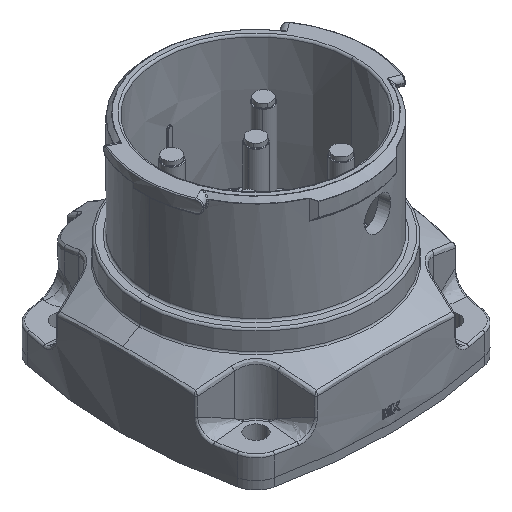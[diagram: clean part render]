
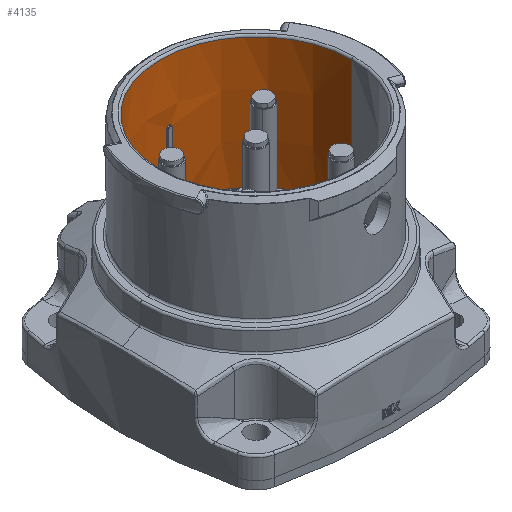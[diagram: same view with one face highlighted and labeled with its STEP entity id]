
A CAD part, isometric view. The second image highlights one B-rep face of the part: STEP entity #4135.
In plain terms, the highlighted conical face has half-angle 0.25 degrees and reference radius 23.75 mm.
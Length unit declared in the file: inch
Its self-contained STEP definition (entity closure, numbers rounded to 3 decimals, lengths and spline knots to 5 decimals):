
#1461 = ORIENTED_EDGE ( 'NONE', *, *, #38308, .T. ) ;
#2082 = CARTESIAN_POINT ( 'NONE',  ( 0., 0., 0.65356 ) ) ;
#2696 = CARTESIAN_POINT ( 'NONE',  ( 0.06154, 0.93026, 1.33867 ) ) ;
#2747 = DIRECTION ( 'NONE',  ( -1., 0., 0. ) ) ;
#4090 = VECTOR ( 'NONE', #38363, 39.37008 ) ;
#4135 = ADVANCED_FACE ( 'NONE', ( #34633 ), #13144, .F. ) ;
#4249 = CARTESIAN_POINT ( 'NONE',  ( 0.10662, 0.92317, 0.65356 ) ) ;
#4829 = EDGE_CURVE ( 'NONE', #9482, #52539, #58578, .T. ) ;
#4845 = VERTEX_POINT ( 'NONE', #60804 ) ;
#5217 = CARTESIAN_POINT ( 'NONE',  ( 0.10071, 0.92686, 1.34244 ) ) ;
#5777 = VECTOR ( 'NONE', #33566, 39.37008 ) ;
#6318 = ORIENTED_EDGE ( 'NONE', *, *, #63419, .T. ) ;
#6432 = EDGE_CURVE ( 'NONE', #63830, #10989, #7426, .T. ) ;
#7426 = LINE ( 'NONE', #23361, #5777 ) ;
#8329 = CARTESIAN_POINT ( 'NONE',  ( 0.10094, 0.92681, 1.33867 ) ) ;
#8549 = EDGE_LOOP ( 'NONE', ( #6318, #1461, #15511, #15053, #49830, #19168, #41826, #33716 ) ) ;
#9297 = CARTESIAN_POINT ( 'NONE',  ( 0.07926, 0.929, 1.35827 ) ) ;
#9482 = VERTEX_POINT ( 'NONE', #17747 ) ;
#9640 = CARTESIAN_POINT ( 'NONE',  ( 0.06969, 0.92975, 1.35452 ) ) ;
#10856 = DIRECTION ( 'NONE',  ( 1., 0., 0. ) ) ;
#10963 = CARTESIAN_POINT ( 'NONE',  ( 0.06155, 0.93026, 1.34031 ) ) ;
#10989 = VERTEX_POINT ( 'NONE', #53400 ) ;
#11290 = CARTESIAN_POINT ( 'NONE',  ( 0.06176, 0.93026, 1.34244 ) ) ;
#12842 = AXIS2_PLACEMENT_3D ( 'NONE', #15931, #40736, #10856 ) ;
#13144 = CONICAL_SURFACE ( 'NONE', #51023, 0.93504, 0.004 ) ;
#14428 = CARTESIAN_POINT ( 'NONE',  ( 0.10283, 0.9256, 1.10991 ) ) ;
#15053 = ORIENTED_EDGE ( 'NONE', *, *, #6432, .F. ) ;
#15370 = EDGE_CURVE ( 'NONE', #4845, #55298, #49134, .T. ) ;
#15386 = CARTESIAN_POINT ( 'NONE',  ( 0.06769, 0.92989, 1.35284 ) ) ;
#15511 = ORIENTED_EDGE ( 'NONE', *, *, #28354, .T. ) ;
#15931 = CARTESIAN_POINT ( 'NONE',  ( 0., 0., 1.9489 ) ) ;
#17747 = CARTESIAN_POINT ( 'NONE',  ( 0.10094, 0.92681, 1.33867 ) ) ;
#18027 = DIRECTION ( 'NONE',  ( 0., 0., -1. ) ) ;
#18960 = CARTESIAN_POINT ( 'NONE',  ( 0.05531, 0.92765, 0.65356 ) ) ;
#19168 = ORIENTED_EDGE ( 'NONE', *, *, #15370, .F. ) ;
#19328 = CIRCLE ( 'NONE', #12842, 0.93495 ) ;
#19464 = CARTESIAN_POINT ( 'NONE',  ( 0.09628, 0.92736, 1.35128 ) ) ;
#19667 = DIRECTION ( 'NONE',  ( 0., 0., 1. ) ) ;
#19792 = CARTESIAN_POINT ( 'NONE',  ( 0.0929, 0.92772, 1.35475 ) ) ;
#20133 = CARTESIAN_POINT ( 'NONE',  ( 0.10092, 0.92682, 1.34031 ) ) ;
#20466 = CARTESIAN_POINT ( 'NONE',  ( 0.07029, 0.92971, 1.35494 ) ) ;
#20528 = CARTESIAN_POINT ( 'NONE',  ( 0.05531, 0.92765, 0.65356 ) ) ;
#21712 = AXIS2_PLACEMENT_3D ( 'NONE', #39766, #18027, #29262 ) ;
#22957 = VERTEX_POINT ( 'NONE', #41726 ) ;
#23361 = CARTESIAN_POINT ( 'NONE',  ( -0.93504, 0., 1.9685 ) ) ;
#24903 = CARTESIAN_POINT ( 'NONE',  ( 0.09654, 0.92733, 1.35096 ) ) ;
#25911 = CARTESIAN_POINT ( 'NONE',  ( 0.09947, 0.92701, 1.34609 ) ) ;
#26575 = CARTESIAN_POINT ( 'NONE',  ( 0.06342, 0.93017, 1.34731 ) ) ;
#28354 = EDGE_CURVE ( 'NONE', #22957, #10989, #19328, .T. ) ;
#29262 = DIRECTION ( 'NONE',  ( -1., 0., 0. ) ) ;
#29843 = CARTESIAN_POINT ( 'NONE',  ( 0.05946, 0.9294, 1.10991 ) ) ;
#30104 = EDGE_CURVE ( 'NONE', #9482, #4845, #53677, .T. ) ;
#30345 = CARTESIAN_POINT ( 'NONE',  ( 0.09774, 0.9272, 1.34934 ) ) ;
#32198 = DIRECTION ( 'NONE',  ( -1., 0., 0. ) ) ;
#32666 = CARTESIAN_POINT ( 'NONE',  ( 0.06489, 0.93008, 1.35006 ) ) ;
#33566 = DIRECTION ( 'NONE',  ( -0.004, 0., 1. ) ) ;
#33716 = ORIENTED_EDGE ( 'NONE', *, *, #4829, .T. ) ;
#34633 = FACE_OUTER_BOUND ( 'NONE', #8549, .T. ) ;
#34673 = CIRCLE ( 'NONE', #51944, 0.9293 ) ;
#35104 = CARTESIAN_POINT ( 'NONE',  ( 0.10094, 0.92681, 1.33867 ) ) ;
#35144 = CARTESIAN_POINT ( 'NONE',  ( 0.10473, 0.92439, 0.88154 ) ) ;
#37757 = CARTESIAN_POINT ( 'NONE',  ( 0.06154, 0.93026, 1.33867 ) ) ;
#38083 = VERTEX_POINT ( 'NONE', #61033 ) ;
#38308 = EDGE_CURVE ( 'NONE', #38083, #22957, #58612, .T. ) ;
#38363 = DIRECTION ( 'NONE',  ( 0.004, 0., 1. ) ) ;
#39766 = CARTESIAN_POINT ( 'NONE',  ( 0., 0., 0.65356 ) ) ;
#40176 = CARTESIAN_POINT ( 'NONE',  ( 0.09539, 0.92746, 1.35227 ) ) ;
#40736 = DIRECTION ( 'NONE',  ( 0., 0., 1. ) ) ;
#40842 = CARTESIAN_POINT ( 'NONE',  ( 0.08326, 0.92865, 1.35827 ) ) ;
#41726 = CARTESIAN_POINT ( 'NONE',  ( 0.93495, 0., 1.9489 ) ) ;
#41826 = ORIENTED_EDGE ( 'NONE', *, *, #30104, .F. ) ;
#45435 = CARTESIAN_POINT ( 'NONE',  ( 0., 0., 1.9685 ) ) ;
#46240 = CARTESIAN_POINT ( 'NONE',  ( 0.09572, 0.92742, 1.35192 ) ) ;
#47852 = DIRECTION ( 'NONE',  ( 0., 0., -1. ) ) ;
#49134 =( BOUNDED_CURVE ( )  B_SPLINE_CURVE ( 3, ( #2696, #29843, #59600, #18960 ),
 .UNSPECIFIED., .F., .T. ) 
 B_SPLINE_CURVE_WITH_KNOTS ( ( 4, 4 ),
 ( 2.11266, 2.11822 ),
 .UNSPECIFIED. ) 
 CURVE ( )  GEOMETRIC_REPRESENTATION_ITEM ( )  RATIONAL_B_SPLINE_CURVE ( ( 1., 1., 1., 1. ) ) 
 REPRESENTATION_ITEM ( '' )  );
#49830 = ORIENTED_EDGE ( 'NONE', *, *, #57648, .T. ) ;
#50979 = CARTESIAN_POINT ( 'NONE',  ( 0.06881, 0.92981, 1.35382 ) ) ;
#51023 = AXIS2_PLACEMENT_3D ( 'NONE', #45435, #19667, #32198 ) ;
#51219 = CARTESIAN_POINT ( 'NONE',  ( -0.9293, 0., 0.65356 ) ) ;
#51944 = AXIS2_PLACEMENT_3D ( 'NONE', #2082, #47852, #2747 ) ;
#52539 = VERTEX_POINT ( 'NONE', #55782 ) ;
#53400 = CARTESIAN_POINT ( 'NONE',  ( -0.93495, 0., 1.9489 ) ) ;
#53677 = B_SPLINE_CURVE_WITH_KNOTS ( 'NONE', 3,
 ( #35104, #20133, #5217, #25911, #55705, #30345, #65821, #24903, #19464, #46240, #40176, #19792, #60763, #66830, #40842, #9297, #61091, #56036, #66505, #20466, #9640, #50979, #61429, #61757, #15386, #32666, #26575, #11290, #10963, #37757 ),
 .UNSPECIFIED., .F., .F.,
 ( 4, 2, 2, 2, 2, 2, 2, 2, 2, 2, 2, 2, 2, 2, 4 ),
 ( 0., 0.125, 0.1875, 0.21875, 0.23437, 0.25, 0.375, 0.5, 0.625, 0.6875, 0.71875, 0.73437, 0.75, 0.875, 1. ),
 .UNSPECIFIED. ) ;
#54143 = CIRCLE ( 'NONE', #21712, 0.9293 ) ;
#54224 = CARTESIAN_POINT ( 'NONE',  ( 0.93504, 0., 1.9685 ) ) ;
#55298 = VERTEX_POINT ( 'NONE', #20528 ) ;
#55705 = CARTESIAN_POINT ( 'NONE',  ( 0.09891, 0.92707, 1.34738 ) ) ;
#55782 = CARTESIAN_POINT ( 'NONE',  ( 0.10662, 0.92317, 0.65356 ) ) ;
#56036 = CARTESIAN_POINT ( 'NONE',  ( 0.07334, 0.92948, 1.35665 ) ) ;
#57648 = EDGE_CURVE ( 'NONE', #63830, #55298, #54143, .T. ) ;
#58578 =( BOUNDED_CURVE ( )  B_SPLINE_CURVE ( 3, ( #8329, #14428, #35144, #4249 ),
 .UNSPECIFIED., .F., .F. ) 
 B_SPLINE_CURVE_WITH_KNOTS ( ( 4, 4 ),
 ( 2.11266, 2.11822 ),
 .UNSPECIFIED. ) 
 CURVE ( )  GEOMETRIC_REPRESENTATION_ITEM ( )  RATIONAL_B_SPLINE_CURVE ( ( 1., 1., 1., 1. ) ) 
 REPRESENTATION_ITEM ( '' )  );
#58612 = LINE ( 'NONE', #54224, #4090 ) ;
#59600 = CARTESIAN_POINT ( 'NONE',  ( 0.05738, 0.92853, 0.88154 ) ) ;
#60763 = CARTESIAN_POINT ( 'NONE',  ( 0.09037, 0.92798, 1.35621 ) ) ;
#60804 = CARTESIAN_POINT ( 'NONE',  ( 0.06154, 0.93026, 1.33867 ) ) ;
#61033 = CARTESIAN_POINT ( 'NONE',  ( 0.9293, 0., 0.65356 ) ) ;
#61091 = CARTESIAN_POINT ( 'NONE',  ( 0.07697, 0.92919, 1.35796 ) ) ;
#61429 = CARTESIAN_POINT ( 'NONE',  ( 0.06851, 0.92984, 1.35358 ) ) ;
#61757 = CARTESIAN_POINT ( 'NONE',  ( 0.06794, 0.92988, 1.35307 ) ) ;
#63419 = EDGE_CURVE ( 'NONE', #52539, #38083, #34673, .T. ) ;
#63830 = VERTEX_POINT ( 'NONE', #51219 ) ;
#65821 = CARTESIAN_POINT ( 'NONE',  ( 0.09729, 0.92725, 1.34999 ) ) ;
#66505 = CARTESIAN_POINT ( 'NONE',  ( 0.07211, 0.92957, 1.35607 ) ) ;
#66830 = CARTESIAN_POINT ( 'NONE',  ( 0.08556, 0.92844, 1.35796 ) ) ;
